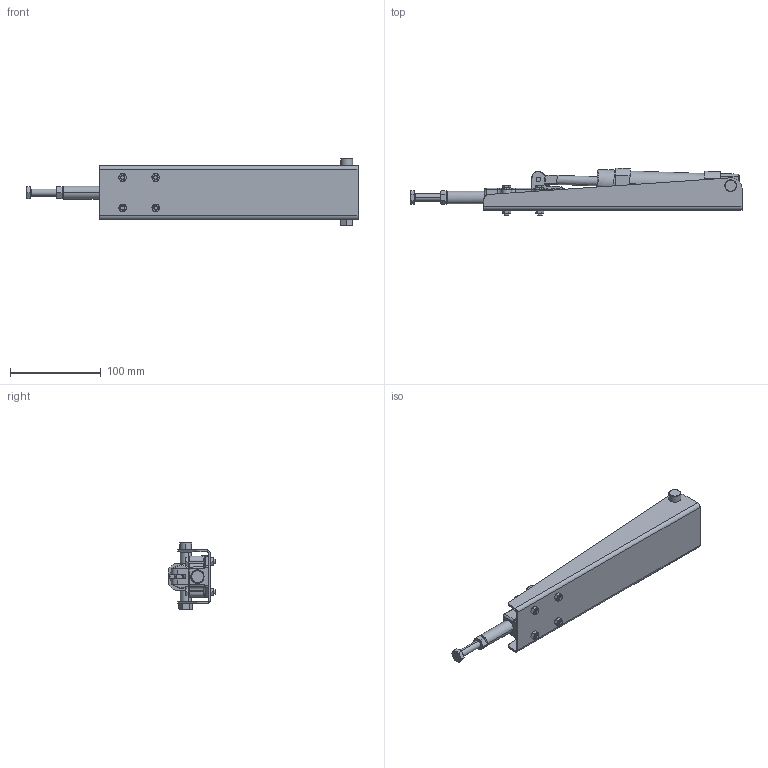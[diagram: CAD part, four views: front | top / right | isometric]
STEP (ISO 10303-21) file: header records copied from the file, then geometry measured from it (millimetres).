
FILE_DESCRIPTION (( 'STEP AP214' ), '1' );
FILE_NAME ('GH-30600HL-A(簡化)-1.STEP', '2020-07-24T08:00:24', ( 'LinWei' ), ( '' ), 'SwSTEP 2.0', 'SolidWorks 2016', '' );
FILE_SCHEMA (( 'AUTOMOTIVE_DESIGN' ));
Length unit declared in the file: millimetre
Products named in the file (8): 43060005-1^GH-30600HL-A(簡化)-1; Group7^GH-30600HL-A(簡化)-1; SDA serial cylinder A_SDA 25×50-1^GH-30600HL-A(簡化)-1; Group1^GH-30600HL-A(簡化)-1; Group4^GH-30600HL-A(簡化)-1; 零件32^GH-30600HL-A(簡化)-1; Group3^GH-30600HL-A(簡化)-1; GH-30600HL-A(簡化)-1
Assembly tree (7 placements, depth 2):
  GH-30600HL-A(簡化)-1
    Group3^GH-30600HL-A(簡化)-1
    零件32^GH-30600HL-A(簡化)-1
    Group4^GH-30600HL-A(簡化)-1
    Group1^GH-30600HL-A(簡化)-1
    SDA serial cylinder A_SDA 25×50-1^GH-30600HL-A(簡化)-1
    Group7^GH-30600HL-A(簡化)-1
    43060005-1^GH-30600HL-A(簡化)-1
Bounding box: 365.3 x 52.22 x 73.5 mm (x, y, z)
Volume: 187975.3 mm3; surface area: 117198 mm2
Topology: 7 solids, 7 shells, 745 faces, 1807 edges, 1102 vertices
Faces by surface type: plane 307, cylinder 187, cone 169, bspline 76, torus 6
Entity records: 31040 total; most frequent: CARTESIAN_POINT 9993, ORIENTED_EDGE 3590, DIRECTION 3144, EDGE_CURVE 1795, AXIS2_PLACEMENT_3D 1242, VERTEX_POINT 1102, EDGE_LOOP 809, ADVANCED_FACE 745
